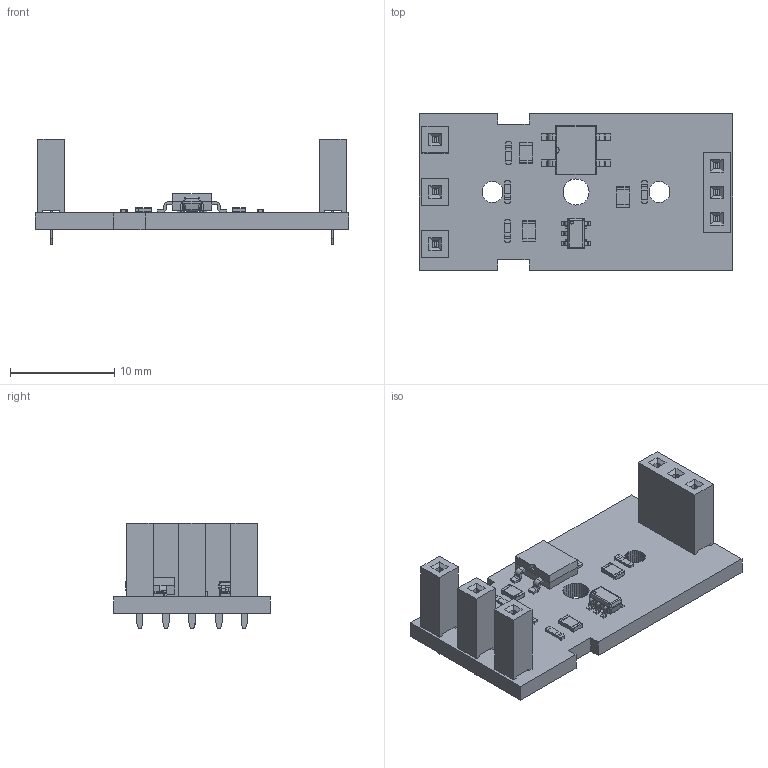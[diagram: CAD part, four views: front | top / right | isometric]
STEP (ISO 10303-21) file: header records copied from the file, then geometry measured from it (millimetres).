
FILE_DESCRIPTION(('KiCad electronic assembly'),'2;1');
FILE_NAME('ANDGATE.step','2024-03-05T15:22:59',('Pcbnew'),('Kicad'), 'Open CASCADE STEP processor 7.6','KiCad to STEP converter','Unknown' );
FILE_SCHEMA(('AUTOMOTIVE_DESIGN { 1 0 10303 214 1 1 1 1 }'));
Length unit declared in the file: millimetre
Products named in the file (16): ANDGATE 1; R_0805_2012Metric; SOLID; LTST-S220GKT; SN74LVC1GU04; COMPOUND; SN74LVC1G08DBVRE4; PinSocket_1x01_P2.54mm_Vertical; PinSocket_1x03_P2.54mm_Vertical; MB10F-13; GATE PCB
Assembly tree (22 placements, depth 3):
  ANDGATE 1
    R_0805_2012Metric  x3
      SOLID
    LTST-S220GKT  x4
      SOLID
    SN74LVC1GU04
      COMPOUND
    SN74LVC1G08DBVRE4
      COMPOUND
    PinSocket_1x01_P2.54mm_Vertical  x3
      SOLID
    PinSocket_1x03_P2.54mm_Vertical
      SOLID
    MB10F-13
      COMPOUND
    GATE PCB
Bounding box: 30 x 15 x 10.1 mm (x, y, z)
Volume: 984.9 mm3; surface area: 1799.6 mm2
Topology: 31 solids, 31 shells, 835 faces, 2139 edges, 1378 vertices
Faces by surface type: plane 688, cylinder 139, sphere 8
Full cylindrical faces by diameter (mm): 1 x6
Entity records: 40837 total; most frequent: CARTESIAN_POINT 7735, DIRECTION 5889, LINE 4174, VECTOR 4174, ORIENTED_EDGE 3070, PCURVE 3070, DEFINITIONAL_REPRESENTATION 3070, EDGE_CURVE 1535
